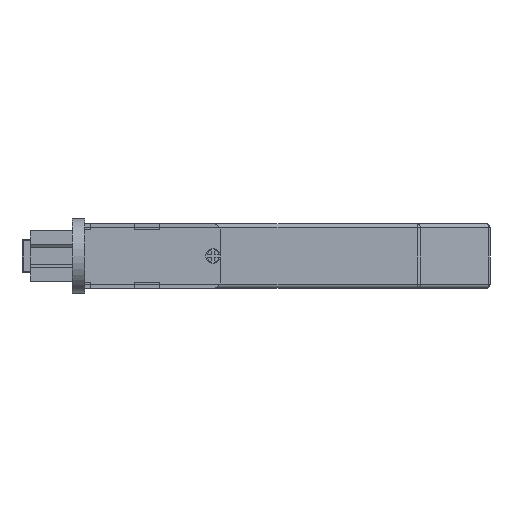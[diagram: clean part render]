
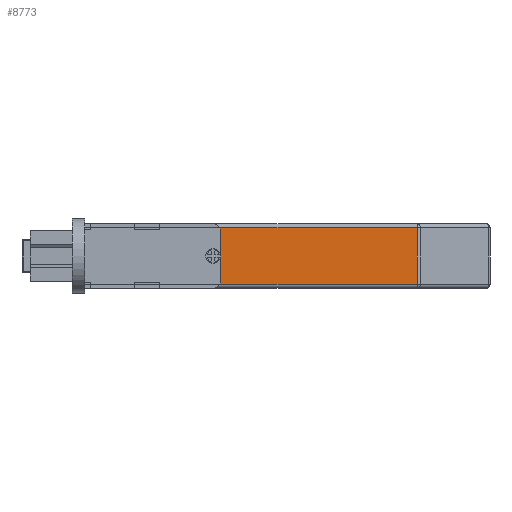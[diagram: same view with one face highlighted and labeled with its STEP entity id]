
A CAD part, front view. The second image highlights one B-rep face of the part: STEP entity #8773.
In plain terms, the highlighted planar face has unit normal (0, -1, 0).
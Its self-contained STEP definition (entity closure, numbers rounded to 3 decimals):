
#188 = VECTOR ( 'NONE', #10744, 1000. ) ;
#922 = ORIENTED_EDGE ( 'NONE', *, *, #7477, .F. ) ;
#1185 = AXIS2_PLACEMENT_3D ( 'NONE', #7543, #4817, #8365 ) ;
#1257 = CIRCLE ( 'NONE', #5086, 1.75 ) ;
#1713 = ORIENTED_EDGE ( 'NONE', *, *, #9058, .T. ) ;
#1733 = FACE_OUTER_BOUND ( 'NONE', #8889, .T. ) ;
#1811 = EDGE_CURVE ( 'NONE', #9503, #5730, #5397, .T. ) ;
#2025 = CARTESIAN_POINT ( 'NONE',  ( 13., -14.7, 12.75 ) ) ;
#2051 = VERTEX_POINT ( 'NONE', #6931 ) ;
#2216 = EDGE_CURVE ( 'NONE', #6926, #5730, #4902, .T. ) ;
#2252 = ORIENTED_EDGE ( 'NONE', *, *, #1811, .F. ) ;
#2519 = DIRECTION ( 'NONE',  ( 0., -1., 0. ) ) ;
#2629 = DIRECTION ( 'NONE',  ( 0., 0., -1. ) ) ;
#2692 = FACE_BOUND ( 'NONE', #8130, .T. ) ;
#2888 = AXIS2_PLACEMENT_3D ( 'NONE', #8053, #7162, #2629 ) ;
#3105 = CARTESIAN_POINT ( 'NONE',  ( 13., -14.7, 12.75 ) ) ;
#3118 = CARTESIAN_POINT ( 'NONE',  ( 92.586, -14.7, -1.75 ) ) ;
#3176 = VERTEX_POINT ( 'NONE', #4980 ) ;
#3303 = LINE ( 'NONE', #9650, #6903 ) ;
#3311 = LINE ( 'NONE', #3118, #11534 ) ;
#3606 = CARTESIAN_POINT ( 'NONE',  ( 43.75, -14.7, 6. ) ) ;
#4487 = PLANE ( 'NONE',  #2888 ) ;
#4534 = CARTESIAN_POINT ( 'NONE',  ( 43.75, -14.7, 7.75 ) ) ;
#4817 = DIRECTION ( 'NONE',  ( 0., -1., 0. ) ) ;
#4902 = LINE ( 'NONE', #3105, #9336 ) ;
#4980 = CARTESIAN_POINT ( 'NONE',  ( 43.75, -14.7, 4.25 ) ) ;
#5086 = AXIS2_PLACEMENT_3D ( 'NONE', #3606, #2519, #6344 ) ;
#5397 = LINE ( 'NONE', #8947, #188 ) ;
#5730 = VERTEX_POINT ( 'NONE', #2025 ) ;
#5789 = DIRECTION ( 'NONE',  ( -1., 0., 0. ) ) ;
#6344 = DIRECTION ( 'NONE',  ( 0., 0., -1. ) ) ;
#6758 = DIRECTION ( 'NONE',  ( 0., 0., 1. ) ) ;
#6903 = VECTOR ( 'NONE', #8754, 1000. ) ;
#6926 = VERTEX_POINT ( 'NONE', #9105 ) ;
#6931 = CARTESIAN_POINT ( 'NONE',  ( 92.586, -14.7, -0.75 ) ) ;
#7162 = DIRECTION ( 'NONE',  ( 0., -1., 0. ) ) ;
#7226 = ORIENTED_EDGE ( 'NONE', *, *, #9094, .F. ) ;
#7448 = ORIENTED_EDGE ( 'NONE', *, *, #8593, .T. ) ;
#7477 = EDGE_CURVE ( 'NONE', #10635, #3176, #10339, .T. ) ;
#7543 = CARTESIAN_POINT ( 'NONE',  ( 43.75, -14.7, 6. ) ) ;
#8053 = CARTESIAN_POINT ( 'NONE',  ( 13., -14.7, -1.75 ) ) ;
#8130 = EDGE_LOOP ( 'NONE', ( #7226, #922 ) ) ;
#8365 = DIRECTION ( 'NONE',  ( 0., 0., -1. ) ) ;
#8384 = ORIENTED_EDGE ( 'NONE', *, *, #2216, .T. ) ;
#8593 = EDGE_CURVE ( 'NONE', #9503, #2051, #3303, .T. ) ;
#8754 = DIRECTION ( 'NONE',  ( 1., 0., 0. ) ) ;
#8773 = ADVANCED_FACE ( 'NONE', ( #2692, #1733 ), #4487, .T. ) ;
#8889 = EDGE_LOOP ( 'NONE', ( #2252, #7448, #1713, #8384 ) ) ;
#8947 = CARTESIAN_POINT ( 'NONE',  ( 13., -14.7, -1.75 ) ) ;
#9058 = EDGE_CURVE ( 'NONE', #2051, #6926, #3311, .T. ) ;
#9094 = EDGE_CURVE ( 'NONE', #3176, #10635, #1257, .T. ) ;
#9105 = CARTESIAN_POINT ( 'NONE',  ( 92.586, -14.7, 12.75 ) ) ;
#9336 = VECTOR ( 'NONE', #5789, 1000. ) ;
#9503 = VERTEX_POINT ( 'NONE', #11611 ) ;
#9650 = CARTESIAN_POINT ( 'NONE',  ( 93., -14.7, -0.75 ) ) ;
#10339 = CIRCLE ( 'NONE', #1185, 1.75 ) ;
#10635 = VERTEX_POINT ( 'NONE', #4534 ) ;
#10744 = DIRECTION ( 'NONE',  ( 0., 0., 1. ) ) ;
#11534 = VECTOR ( 'NONE', #6758, 1000. ) ;
#11611 = CARTESIAN_POINT ( 'NONE',  ( 13., -14.7, -0.75 ) ) ;
